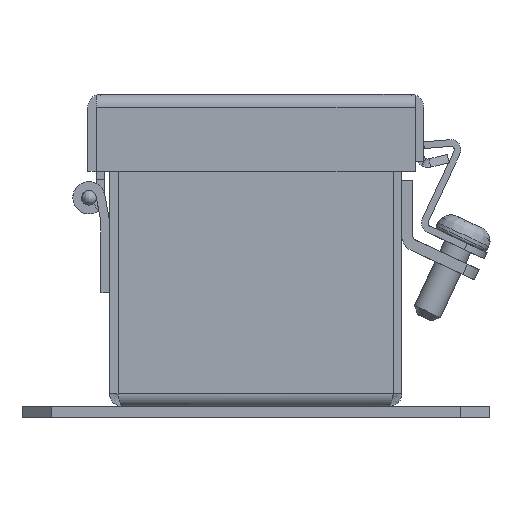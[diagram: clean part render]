
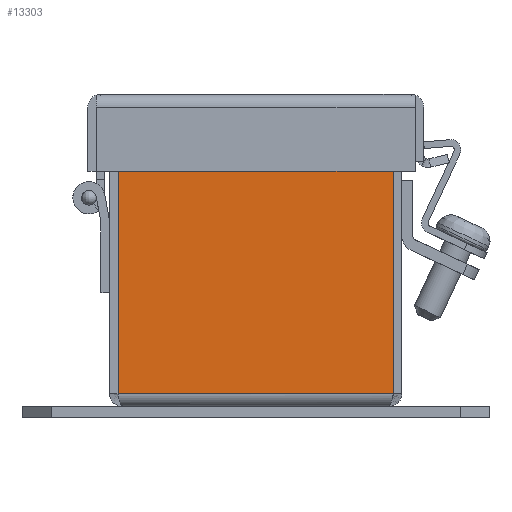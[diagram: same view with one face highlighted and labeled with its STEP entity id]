
A CAD part, left-side view. The second image highlights one B-rep face of the part: STEP entity #13303.
In plain terms, the highlighted planar face has unit normal (-1, 0, 0).
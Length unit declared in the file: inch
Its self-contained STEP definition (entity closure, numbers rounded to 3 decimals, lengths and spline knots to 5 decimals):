
#132 = EDGE_CURVE ( 'NONE', #2162, #3658, #2628, .T. ) ;
#644 = AXIS2_PLACEMENT_3D ( 'NONE', #12776, #2885, #3849 ) ;
#745 = CARTESIAN_POINT ( 'NONE',  ( -6., 1.17789, 0.108 ) ) ;
#823 = DIRECTION ( 'NONE',  ( 0., 0., -1. ) ) ;
#962 = CARTESIAN_POINT ( 'NONE',  ( -6., 0.92789, 2.32223 ) ) ;
#995 = CARTESIAN_POINT ( 'NONE',  ( -6., 1.17789, 2.32223 ) ) ;
#1310 = CARTESIAN_POINT ( 'NONE',  ( -6., -1.142, 0.108 ) ) ;
#1839 = ORIENTED_EDGE ( 'NONE', *, *, #2809, .F. ) ;
#2162 = VERTEX_POINT ( 'NONE', #995 ) ;
#2628 = CIRCLE ( 'NONE', #2874, 0.25 ) ;
#2735 = CARTESIAN_POINT ( 'NONE',  ( -6., 8.156, 0. ) ) ;
#2809 = EDGE_CURVE ( 'NONE', #7053, #2162, #8828, .T. ) ;
#2874 = AXIS2_PLACEMENT_3D ( 'NONE', #962, #11975, #823 ) ;
#2885 = DIRECTION ( 'NONE',  ( 1., 0., 0. ) ) ;
#3223 = EDGE_CURVE ( 'NONE', #6659, #10227, #7463, .T. ) ;
#3309 = EDGE_CURVE ( 'NONE', #6659, #7053, #3968, .T. ) ;
#3620 = LINE ( 'NONE', #7110, #12203 ) ;
#3658 = VERTEX_POINT ( 'NONE', #11385 ) ;
#3684 = CARTESIAN_POINT ( 'NONE',  ( -6., -1.17789, 0.108 ) ) ;
#3849 = DIRECTION ( 'NONE',  ( 0., -1., 0. ) ) ;
#3968 = LINE ( 'NONE', #1310, #11017 ) ;
#3999 = AXIS2_PLACEMENT_3D ( 'NONE', #2735, #14047, #7273 ) ;
#4518 = FACE_OUTER_BOUND ( 'NONE', #7935, .T. ) ;
#6074 = DIRECTION ( 'NONE',  ( 0., -1., 0. ) ) ;
#6659 = VERTEX_POINT ( 'NONE', #3684 ) ;
#6965 = CARTESIAN_POINT ( 'NONE',  ( -6., -1.17789, 0.108 ) ) ;
#7053 = VERTEX_POINT ( 'NONE', #13561 ) ;
#7110 = CARTESIAN_POINT ( 'NONE',  ( -6., 8.156, 2.392 ) ) ;
#7273 = DIRECTION ( 'NONE',  ( 0., -1., 0. ) ) ;
#7463 = LINE ( 'NONE', #6965, #14580 ) ;
#7935 = EDGE_LOOP ( 'NONE', ( #11725, #1839, #9705, #12580, #10277, #12323 ) ) ;
#8019 = CARTESIAN_POINT ( 'NONE',  ( -6., -1.16796, 2.392 ) ) ;
#8220 = DIRECTION ( 'NONE',  ( 0., 1., 0. ) ) ;
#8227 = EDGE_CURVE ( 'NONE', #12832, #10227, #13956, .T. ) ;
#8591 = EDGE_CURVE ( 'NONE', #3658, #12832, #3620, .T. ) ;
#8828 = LINE ( 'NONE', #745, #12902 ) ;
#9042 = PLANE ( 'NONE',  #3999 ) ;
#9657 = DIRECTION ( 'NONE',  ( 0., 0., 1. ) ) ;
#9705 = ORIENTED_EDGE ( 'NONE', *, *, #3309, .F. ) ;
#10227 = VERTEX_POINT ( 'NONE', #11686 ) ;
#10277 = ORIENTED_EDGE ( 'NONE', *, *, #8227, .F. ) ;
#10524 = DIRECTION ( 'NONE',  ( 0., 0., 1. ) ) ;
#11017 = VECTOR ( 'NONE', #8220, 39.37008 ) ;
#11385 = CARTESIAN_POINT ( 'NONE',  ( -6., 1.16796, 2.392 ) ) ;
#11686 = CARTESIAN_POINT ( 'NONE',  ( -6., -1.17789, 2.32223 ) ) ;
#11725 = ORIENTED_EDGE ( 'NONE', *, *, #132, .F. ) ;
#11975 = DIRECTION ( 'NONE',  ( 1., 0., 0. ) ) ;
#12203 = VECTOR ( 'NONE', #6074, 39.37008 ) ;
#12323 = ORIENTED_EDGE ( 'NONE', *, *, #8591, .F. ) ;
#12580 = ORIENTED_EDGE ( 'NONE', *, *, #3223, .T. ) ;
#12776 = CARTESIAN_POINT ( 'NONE',  ( -6., -0.92789, 2.32223 ) ) ;
#12832 = VERTEX_POINT ( 'NONE', #8019 ) ;
#12902 = VECTOR ( 'NONE', #9657, 39.37008 ) ;
#13303 = ADVANCED_FACE ( 'NONE', ( #4518 ), #9042, .F. ) ;
#13561 = CARTESIAN_POINT ( 'NONE',  ( -6., 1.17789, 0.108 ) ) ;
#13956 = CIRCLE ( 'NONE', #644, 0.25 ) ;
#14047 = DIRECTION ( 'NONE',  ( 1., 0., 0. ) ) ;
#14580 = VECTOR ( 'NONE', #10524, 39.37008 ) ;
